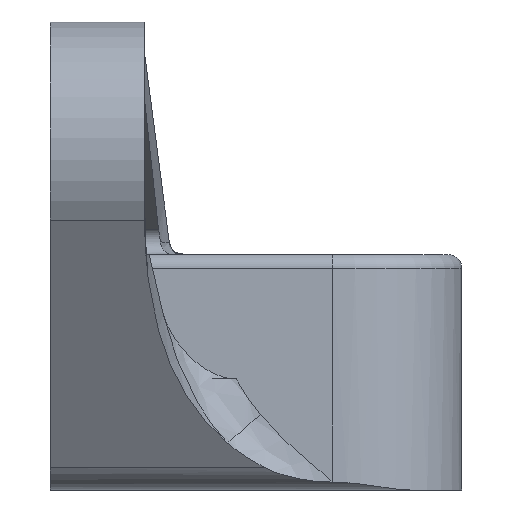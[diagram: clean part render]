
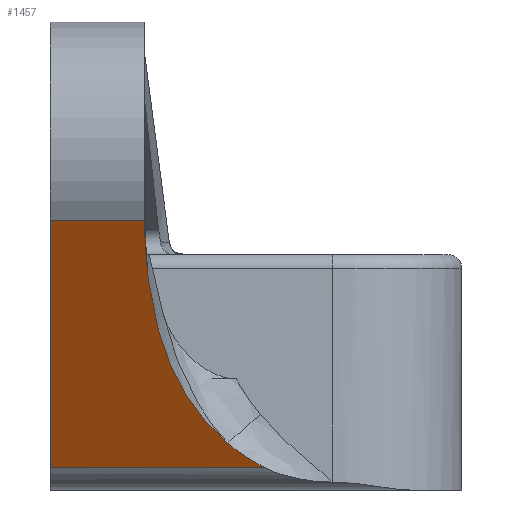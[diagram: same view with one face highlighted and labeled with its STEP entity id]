
A CAD part, left-side view. The second image highlights one B-rep face of the part: STEP entity #1457.
In plain terms, the highlighted planar face has unit normal (-0.848, 0, -0.53).
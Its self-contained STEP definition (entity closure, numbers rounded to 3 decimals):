
#77=PLANE('',#1589);
#147=FACE_OUTER_BOUND('',#227,.T.);
#227=EDGE_LOOP('',(#1239,#1240,#1241,#1242,#1243));
#276=B_SPLINE_CURVE_WITH_KNOTS('',2,(#2644,#2645,#2646),.UNSPECIFIED.,.F.,
 .F.,(3,3),(-0.66,0.),.UNSPECIFIED.);
#285=B_SPLINE_CURVE_WITH_KNOTS('',2,(#2765,#2766,#2767),.UNSPECIFIED.,.F.,
 .F.,(3,3),(-0.799,-0.66),.UNSPECIFIED.);
#356=LINE('',#2527,#458);
#360=LINE('',#2558,#462);
#379=LINE('',#2865,#481);
#458=VECTOR('',#1806,10.);
#462=VECTOR('',#1826,10.);
#481=VECTOR('',#1901,10.);
#636=VERTEX_POINT('',#2524);
#637=VERTEX_POINT('',#2526);
#644=VERTEX_POINT('',#2545);
#655=VERTEX_POINT('',#2641);
#656=VERTEX_POINT('',#2643);
#805=EDGE_CURVE('',#637,#636,#356,.T.);
#816=EDGE_CURVE('',#644,#636,#360,.T.);
#834=EDGE_CURVE('',#656,#655,#276,.T.);
#848=EDGE_CURVE('',#644,#656,#285,.T.);
#865=EDGE_CURVE('',#637,#655,#379,.T.);
#1239=ORIENTED_EDGE('',*,*,#816,.F.);
#1240=ORIENTED_EDGE('',*,*,#848,.T.);
#1241=ORIENTED_EDGE('',*,*,#834,.T.);
#1242=ORIENTED_EDGE('',*,*,#865,.F.);
#1243=ORIENTED_EDGE('',*,*,#805,.T.);
#1457=ADVANCED_FACE('',(#147),#77,.T.);
#1589=AXIS2_PLACEMENT_3D('',#2864,#1899,#1900);
#1806=DIRECTION('',(0.53,0.,-0.848));
#1826=DIRECTION('',(0.,1.,0.));
#1899=DIRECTION('center_axis',(-0.848,0.,
-0.53));
#1900=DIRECTION('ref_axis',(0.53,0.,-0.848));
#1901=DIRECTION('',(0.,-1.,0.));
#2524=CARTESIAN_POINT('',(-3.044,6.,0.47));
#2526=CARTESIAN_POINT('',(-6.332,6.,5.733));
#2527=CARTESIAN_POINT('',(-6.332,6.,5.733));
#2545=CARTESIAN_POINT('',(-3.044,1.429,0.47));
#2558=CARTESIAN_POINT('',(-3.044,3.,0.47));
#2641=CARTESIAN_POINT('',(-6.332,4.,5.733));
#2643=CARTESIAN_POINT('',(-3.372,2.232,0.996));
#2644=CARTESIAN_POINT('Ctrl Pts',(-3.372,2.232,0.996));
#2645=CARTESIAN_POINT('Ctrl Pts',(-4.274,3.959,2.439));
#2646=CARTESIAN_POINT('Ctrl Pts',(-6.332,4.,5.733));
#2765=CARTESIAN_POINT('Ctrl Pts',(-3.044,1.429,0.47));
#2766=CARTESIAN_POINT('Ctrl Pts',(-3.182,1.868,0.692));
#2767=CARTESIAN_POINT('Ctrl Pts',(-3.372,2.232,0.996));
#2864=CARTESIAN_POINT('Origin',(-6.332,6.,5.733));
#2865=CARTESIAN_POINT('',(-6.332,6.,5.733));
